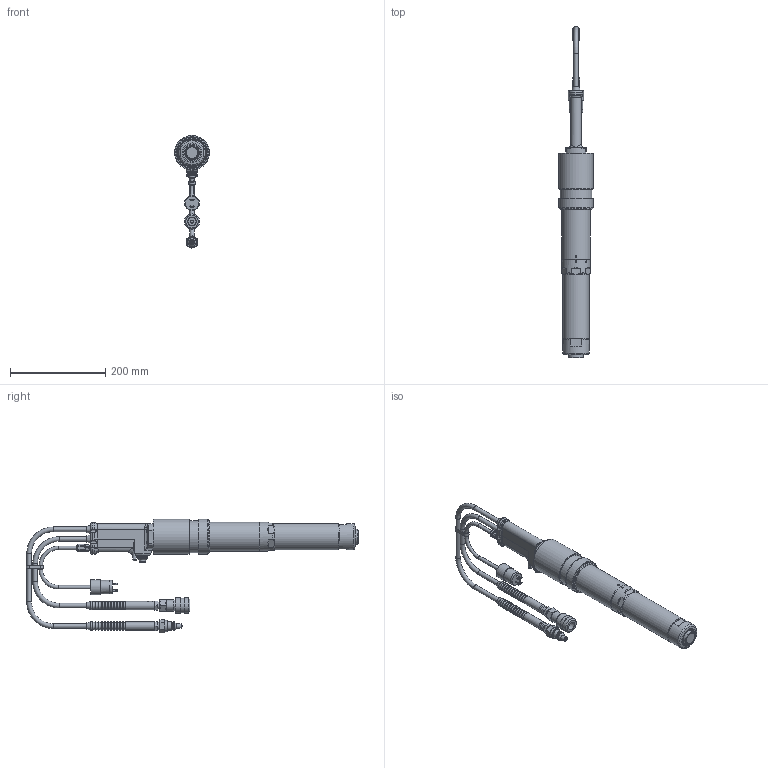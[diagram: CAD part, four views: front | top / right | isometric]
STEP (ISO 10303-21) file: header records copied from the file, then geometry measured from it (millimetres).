
FILE_DESCRIPTION(/* description */ (''),/* implementation_level */ '2;1');
FILE_NAME(/* name */ 'BTT35LS_99-7822_CLR.stp',/* time_stamp */ '2018-10-05T00:02:04-04:00',/* author */ (''),/* organization */ (''),/* preprocessor_version */ 'ST-DEVELOPER v15',/* originating_system */ 'SIEMENS PLM Software NX 9.0',/* authorisation */ '');
FILE_SCHEMA (('CONFIG_CONTROL_DESIGN'));
Length unit declared in the file: inch
Products named in the file (1): BTT35LS.prt_stp
Bounding box: 72.9 x 697.12 x 237.79 mm (x, y, z)
Volume: 1588733.5 mm3; surface area: 382378.5 mm2
Topology: 20 solids, 23 shells, 1058 faces, 2662 edges, 1701 vertices
Faces by surface type: plane 419, cylinder 322, torus 139, cone 112, bspline 59, revolution 4, sphere 3
Full cylindrical faces by diameter (mm): 1.5 x2, 1.6 x2, 2.54 x5, 3.175 x1, 3.188 x2, 3.48 x1, 3.505 x2, 3.81 x1, 4.75 x2, 4.775 x1, 4.826 x7, 5.334 x4, 5.41 x6, 6.149 x1, 6.35 x1, 7.493 x4, 7.938 x4, 7.963 x1, 8.255 x2, 8.471 x4, 8.613 x1, 9.779 x10, 10.16 x5, 10.477 x1, 10.63 x2, 10.858 x2, 11.138 x2, 11.163 x2, 11.326 x1, 11.557 x1
Entity records: 33435 total; most frequent: CARTESIAN_POINT 11188, DIRECTION 4542, ORIENTED_EDGE 4064, EDGE_CURVE 2032, AXIS2_PLACEMENT_3D 1909, EDGE_LOOP 1619, VERTEX_POINT 1505, FACE_BOUND 1106
